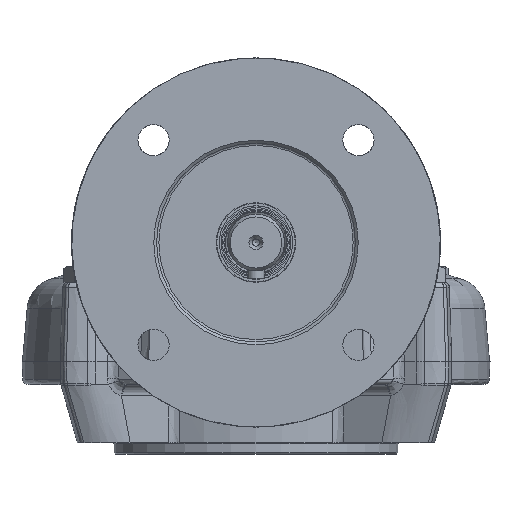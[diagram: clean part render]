
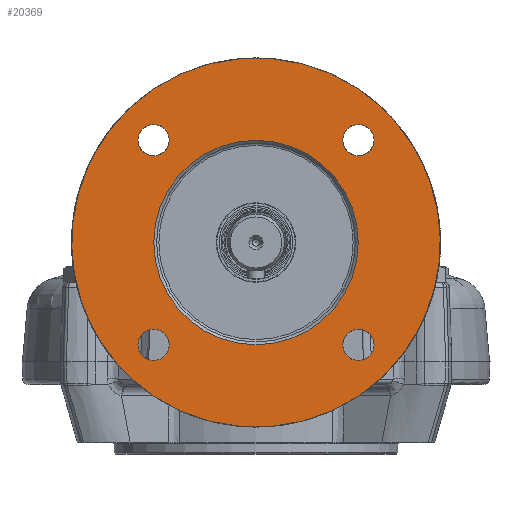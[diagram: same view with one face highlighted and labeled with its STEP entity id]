
A CAD part, left-side view. The second image highlights one B-rep face of the part: STEP entity #20369.
In plain terms, the highlighted planar face has unit normal (-1, 0, 0).
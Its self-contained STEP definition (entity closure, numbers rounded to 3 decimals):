
#1538=CIRCLE('',#21924,65.);
#1539=CIRCLE('',#21925,65.);
#1540=CIRCLE('',#21926,5.5);
#1541=CIRCLE('',#21927,5.5);
#1542=CIRCLE('',#21928,36.);
#1543=CIRCLE('',#21929,5.5);
#1544=CIRCLE('',#21930,5.5);
#2324=B_SPLINE_CURVE_WITH_KNOTS('',3,(#38211,#38212,#38213,#38214,#38215,
#38216,#38217,#38218,#38219,#38220,#38221,#38222,#38223,#38224,#38225,#38226,
#38227,#38228,#38229),.UNSPECIFIED.,.F.,.F.,(4,1,1,1,1,1,1,1,1,1,1,1,1,
1,1,1,4),(0.,0.008,0.016,0.024,
0.032,0.04,0.048,0.056,
0.064,0.072,0.08,0.088,
0.096,0.104,0.112,0.12,
0.128),.UNSPECIFIED.);
#2325=B_SPLINE_CURVE_WITH_KNOTS('',3,(#38234,#38235,#38236,#38237,#38238,
#38239,#38240,#38241,#38242,#38243,#38244,#38245,#38246,#38247,#38248,#38249,
#38250,#38251,#38252),.UNSPECIFIED.,.F.,.F.,(4,1,1,1,1,1,1,1,1,1,1,1,1,
1,1,1,4),(0.,0.008,0.016,0.024,
0.032,0.04,0.048,0.056,
0.064,0.072,0.08,0.088,
0.096,0.104,0.112,0.12,
0.128),.UNSPECIFIED.);
#4962=ORIENTED_EDGE('',*,*,#8063,.T.);
#4963=ORIENTED_EDGE('',*,*,#8064,.F.);
#4964=ORIENTED_EDGE('',*,*,#8065,.T.);
#4965=ORIENTED_EDGE('',*,*,#8066,.F.);
#4966=ORIENTED_EDGE('',*,*,#8067,.T.);
#4967=ORIENTED_EDGE('',*,*,#8068,.T.);
#4968=ORIENTED_EDGE('',*,*,#8069,.T.);
#4969=ORIENTED_EDGE('',*,*,#8070,.T.);
#4970=ORIENTED_EDGE('',*,*,#8071,.T.);
#8063=EDGE_CURVE('',#9781,#9782,#2324,.T.);
#8064=EDGE_CURVE('',#9783,#9782,#1538,.T.);
#8065=EDGE_CURVE('',#9783,#9784,#2325,.T.);
#8066=EDGE_CURVE('',#9781,#9784,#1539,.T.);
#8067=EDGE_CURVE('',#9785,#9785,#1540,.T.);
#8068=EDGE_CURVE('',#9786,#9786,#1541,.T.);
#8069=EDGE_CURVE('',#9787,#9787,#1542,.T.);
#8070=EDGE_CURVE('',#9788,#9788,#1543,.T.);
#8071=EDGE_CURVE('',#9789,#9789,#1544,.T.);
#9781=VERTEX_POINT('',#38230);
#9782=VERTEX_POINT('',#38231);
#9783=VERTEX_POINT('',#38233);
#9784=VERTEX_POINT('',#38253);
#9785=VERTEX_POINT('',#38256);
#9786=VERTEX_POINT('',#38258);
#9787=VERTEX_POINT('',#38260);
#9788=VERTEX_POINT('',#38262);
#9789=VERTEX_POINT('',#38264);
#12102=EDGE_LOOP('',(#4962,#4963,#4964,#4965));
#12103=EDGE_LOOP('',(#4966));
#12104=EDGE_LOOP('',(#4967));
#12105=EDGE_LOOP('',(#4968));
#12106=EDGE_LOOP('',(#4969));
#12107=EDGE_LOOP('',(#4970));
#13432=FACE_BOUND('',#12102,.T.);
#13433=FACE_BOUND('',#12103,.T.);
#13434=FACE_BOUND('',#12104,.T.);
#13435=FACE_BOUND('',#12105,.T.);
#13436=FACE_BOUND('',#12106,.T.);
#13437=FACE_BOUND('',#12107,.T.);
#14163=PLANE('',#21923);
#20369=ADVANCED_FACE('',(#13432,#13433,#13434,#13435,#13436,#13437),#14163,
 .F.);
#21923=AXIS2_PLACEMENT_3D('',#38210,#25209,#25210);
#21924=AXIS2_PLACEMENT_3D('',#38232,#25211,#25212);
#21925=AXIS2_PLACEMENT_3D('',#38254,#25213,#25214);
#21926=AXIS2_PLACEMENT_3D('',#38255,#25215,#25216);
#21927=AXIS2_PLACEMENT_3D('',#38257,#25217,#25218);
#21928=AXIS2_PLACEMENT_3D('',#38259,#25219,#25220);
#21929=AXIS2_PLACEMENT_3D('',#38261,#25221,#25222);
#21930=AXIS2_PLACEMENT_3D('',#38263,#25223,#25224);
#25209=DIRECTION('',(1.,0.,0.));
#25210=DIRECTION('',(0.,1.,0.));
#25211=DIRECTION('',(1.,0.,0.));
#25212=DIRECTION('',(0.,1.,0.));
#25213=DIRECTION('',(1.,0.,0.));
#25214=DIRECTION('',(0.,1.,0.));
#25215=DIRECTION('',(1.,0.,0.));
#25216=DIRECTION('',(0.,0.,1.));
#25217=DIRECTION('',(1.,0.,0.));
#25218=DIRECTION('',(0.,0.,-1.));
#25219=DIRECTION('',(1.,0.,0.));
#25220=DIRECTION('',(0.,1.,0.));
#25221=DIRECTION('',(1.,0.,0.));
#25222=DIRECTION('',(0.,1.,0.));
#25223=DIRECTION('',(1.,0.,0.));
#25224=DIRECTION('',(0.,-1.,0.));
#38210=CARTESIAN_POINT('',(-128.,64.886,70.5));
#38211=CARTESIAN_POINT('',(-128.,36.076,124.57));
#38212=CARTESIAN_POINT('',(-128.,38.306,123.082));
#38213=CARTESIAN_POINT('',(-128.,42.579,119.826));
#38214=CARTESIAN_POINT('',(-128.,48.288,114.223));
#38215=CARTESIAN_POINT('',(-128.,53.219,108.036));
#38216=CARTESIAN_POINT('',(-128.,57.428,101.169));
#38217=CARTESIAN_POINT('',(-128.,60.717,93.92));
#38218=CARTESIAN_POINT('',(-128.,63.103,86.356));
#38219=CARTESIAN_POINT('',(-128.,64.569,78.424));
#38220=CARTESIAN_POINT('',(-128.,65.045,70.512));
#38221=CARTESIAN_POINT('',(-128.,64.568,62.561));
#38222=CARTESIAN_POINT('',(-128.,63.102,54.645));
#38223=CARTESIAN_POINT('',(-128.,60.728,47.104));
#38224=CARTESIAN_POINT('',(-128.,57.417,39.809));
#38225=CARTESIAN_POINT('',(-128.,53.228,32.98));
#38226=CARTESIAN_POINT('',(-128.,48.304,26.792));
#38227=CARTESIAN_POINT('',(-128.,42.565,21.162));
#38228=CARTESIAN_POINT('',(-128.,38.306,17.918));
#38229=CARTESIAN_POINT('',(-128.,36.076,16.43));
#38230=CARTESIAN_POINT('',(-128.,36.076,124.57));
#38231=CARTESIAN_POINT('',(-128.,36.076,16.43));
#38232=CARTESIAN_POINT('',(-128.,0.,70.5));
#38233=CARTESIAN_POINT('',(-128.,-36.076,16.43));
#38234=CARTESIAN_POINT('',(-128.,-36.076,16.43));
#38235=CARTESIAN_POINT('',(-128.,-38.306,17.918));
#38236=CARTESIAN_POINT('',(-128.,-42.579,21.174));
#38237=CARTESIAN_POINT('',(-128.,-48.288,26.777));
#38238=CARTESIAN_POINT('',(-128.,-53.219,32.964));
#38239=CARTESIAN_POINT('',(-128.,-57.428,39.831));
#38240=CARTESIAN_POINT('',(-128.,-60.717,47.08));
#38241=CARTESIAN_POINT('',(-128.,-63.103,54.644));
#38242=CARTESIAN_POINT('',(-128.,-64.569,62.576));
#38243=CARTESIAN_POINT('',(-128.,-65.045,70.488));
#38244=CARTESIAN_POINT('',(-128.,-64.568,78.439));
#38245=CARTESIAN_POINT('',(-128.,-63.102,86.355));
#38246=CARTESIAN_POINT('',(-128.,-60.728,93.896));
#38247=CARTESIAN_POINT('',(-128.,-57.417,101.191));
#38248=CARTESIAN_POINT('',(-128.,-53.228,108.02));
#38249=CARTESIAN_POINT('',(-128.,-48.304,114.208));
#38250=CARTESIAN_POINT('',(-128.,-42.565,119.838));
#38251=CARTESIAN_POINT('',(-128.,-38.306,123.082));
#38252=CARTESIAN_POINT('',(-128.,-36.076,124.57));
#38253=CARTESIAN_POINT('',(-128.,-36.076,124.57));
#38254=CARTESIAN_POINT('',(-128.,0.,70.5));
#38255=CARTESIAN_POINT('',(-128.,36.062,34.438));
#38256=CARTESIAN_POINT('',(-128.,36.062,39.938));
#38257=CARTESIAN_POINT('',(-128.,-36.062,106.562));
#38258=CARTESIAN_POINT('',(-128.,-36.062,101.062));
#38259=CARTESIAN_POINT('',(-128.,0.,70.5));
#38260=CARTESIAN_POINT('',(-128.,36.,70.5));
#38261=CARTESIAN_POINT('',(-128.,-36.062,34.438));
#38262=CARTESIAN_POINT('',(-128.,-30.562,34.438));
#38263=CARTESIAN_POINT('',(-128.,36.062,106.562));
#38264=CARTESIAN_POINT('',(-128.,30.562,106.562));
